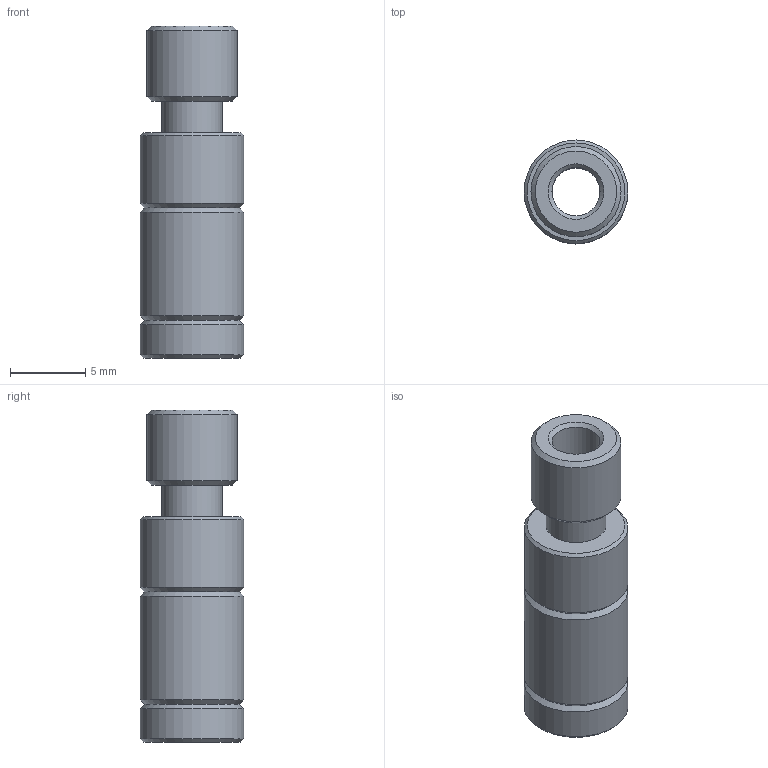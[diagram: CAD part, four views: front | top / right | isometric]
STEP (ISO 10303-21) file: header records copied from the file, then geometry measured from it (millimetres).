
FILE_DESCRIPTION(('FreeCAD Model'),'2;1');
FILE_NAME('Heat_Break.step','2017-01-19T14:29:12',('Author'),(''), 'Open CASCADE STEP processor 6.9','FreeCAD','Unknown');
FILE_SCHEMA(('AUTOMOTIVE_DESIGN_CC2 { 1 2 10303 214 -1 1 5 4 }'));
Length unit declared in the file: millimetre
Products named in the file (2): ASSEMBLY; Chamfer002
Assembly tree (1 placements, depth 2):
  ASSEMBLY
    Chamfer002
Bounding box: 6.9 x 6.9 x 22.1 mm (x, y, z)
Volume: 544 mm3; surface area: 752.4 mm2
Topology: 1 solids, 1 shells, 22 faces, 40 edges, 22 vertices
Faces by surface type: cone 10, cylinder 8, plane 4
Full cylindrical faces by diameter (mm): 3.2 x3, 4 x1, 6 x1, 6.9 x3
Entity records: 1083 total; most frequent: CARTESIAN_POINT 180, DIRECTION 176, ORIENTED_EDGE 80, PCURVE 80, DEFINITIONAL_REPRESENTATION 80, LINE 76, VECTOR 76, AXIS2_PLACEMENT_3D 46
